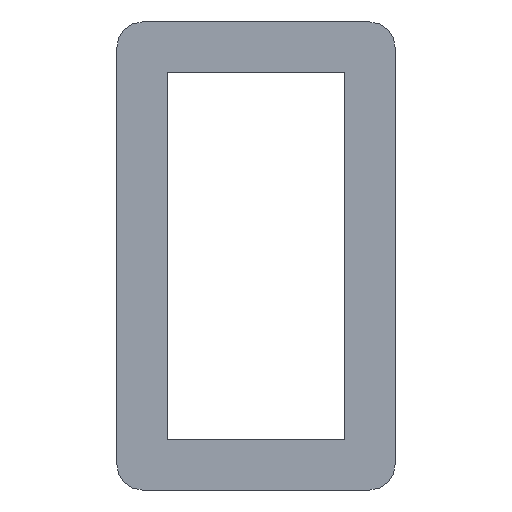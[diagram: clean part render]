
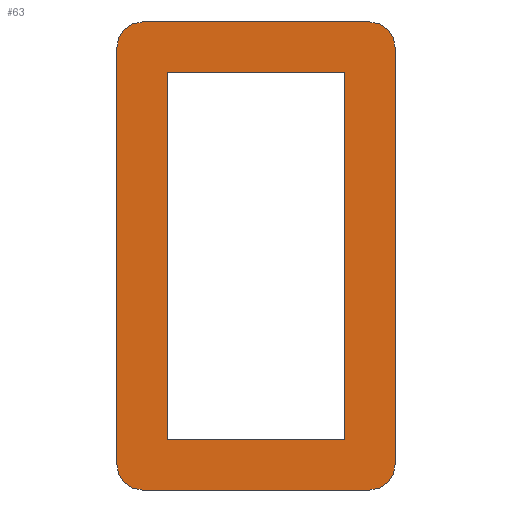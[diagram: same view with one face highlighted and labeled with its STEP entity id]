
A CAD part, left-side view. The second image highlights one B-rep face of the part: STEP entity #63.
In plain terms, the highlighted planar face has unit normal (-1, 0, 0).
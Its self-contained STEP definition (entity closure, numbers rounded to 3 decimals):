
#63=ADVANCED_FACE('',(#121,#122),#123,.F.);
#121=FACE_BOUND('',#173,.T.);
#122=FACE_OUTER_BOUND('',#174,.T.);
#123=PLANE('',#175);
#173=EDGE_LOOP('',(#279,#280,#281,#282));
#174=EDGE_LOOP('',(#283,#284,#285,#286,#287,#288,#289,#290));
#175=AXIS2_PLACEMENT_3D('',#291,#292,#293);
#279=ORIENTED_EDGE('',*,*,#314,.T.);
#280=ORIENTED_EDGE('',*,*,#326,.T.);
#281=ORIENTED_EDGE('',*,*,#322,.T.);
#282=ORIENTED_EDGE('',*,*,#318,.T.);
#283=ORIENTED_EDGE('',*,*,#330,.F.);
#284=ORIENTED_EDGE('',*,*,#335,.F.);
#285=ORIENTED_EDGE('',*,*,#339,.F.);
#286=ORIENTED_EDGE('',*,*,#343,.F.);
#287=ORIENTED_EDGE('',*,*,#347,.F.);
#288=ORIENTED_EDGE('',*,*,#351,.F.);
#289=ORIENTED_EDGE('',*,*,#355,.F.);
#290=ORIENTED_EDGE('',*,*,#358,.F.);
#291=CARTESIAN_POINT('',(0.0,0.,9.25));
#292=DIRECTION('',(1.0,0.0,0.0));
#293=DIRECTION('',(0.0,1.0,0.0));
#314=EDGE_CURVE('',#368,#366,#369,.T.);
#318=EDGE_CURVE('',#374,#368,#375,.T.);
#322=EDGE_CURVE('',#380,#374,#381,.T.);
#326=EDGE_CURVE('',#366,#380,#385,.T.);
#330=EDGE_CURVE('',#390,#392,#393,.T.);
#335=EDGE_CURVE('',#398,#390,#400,.T.);
#339=EDGE_CURVE('',#404,#398,#406,.T.);
#343=EDGE_CURVE('',#410,#404,#412,.T.);
#347=EDGE_CURVE('',#416,#410,#418,.T.);
#351=EDGE_CURVE('',#422,#416,#424,.T.);
#355=EDGE_CURVE('',#428,#422,#430,.T.);
#358=EDGE_CURVE('',#392,#428,#433,.T.);
#366=VERTEX_POINT('',#442);
#368=VERTEX_POINT('',#445);
#369=LINE('',#446,#447);
#374=VERTEX_POINT('',#454);
#375=LINE('',#455,#456);
#380=VERTEX_POINT('',#463);
#381=LINE('',#464,#465);
#385=LINE('',#471,#472);
#390=VERTEX_POINT('',#478);
#392=VERTEX_POINT('',#481);
#393=LINE('',#482,#483);
#398=VERTEX_POINT('',#489);
#400=CIRCLE('',#492,1.0);
#404=VERTEX_POINT('',#497);
#406=LINE('',#500,#501);
#410=VERTEX_POINT('',#505);
#412=CIRCLE('',#508,1.0);
#416=VERTEX_POINT('',#513);
#418=LINE('',#516,#517);
#422=VERTEX_POINT('',#521);
#424=CIRCLE('',#524,1.0);
#428=VERTEX_POINT('',#529);
#430=LINE('',#532,#533);
#433=CIRCLE('',#536,1.0);
#442=CARTESIAN_POINT('',(0.0,3.5,16.5));
#445=CARTESIAN_POINT('',(0.0,3.5,2.0));
#446=CARTESIAN_POINT('',(0.0,3.5,7.438));
#447=VECTOR('',#542,1.0);
#454=CARTESIAN_POINT('',(0.0,-3.5,2.0));
#455=CARTESIAN_POINT('',(0.0,0.0,2.0));
#456=VECTOR('',#545,1.0);
#463=CARTESIAN_POINT('',(0.0,-3.5,16.5));
#464=CARTESIAN_POINT('',(0.0,-3.5,9.25));
#465=VECTOR('',#548,1.0);
#471=CARTESIAN_POINT('',(0.0,0.0,16.5));
#472=VECTOR('',#551,1.0);
#478=CARTESIAN_POINT('',(0.0,5.5,1.0));
#481=CARTESIAN_POINT('',(0.0,5.5,17.5));
#482=CARTESIAN_POINT('',(0.0,5.5,9.25));
#483=VECTOR('',#554,1.0);
#489=CARTESIAN_POINT('',(0.0,4.5,0.0));
#492=AXIS2_PLACEMENT_3D('',#560,#561,#562);
#497=CARTESIAN_POINT('',(0.0,-4.5,0.0));
#500=CARTESIAN_POINT('',(0.0,-4.5,0.0));
#501=VECTOR('',#565,1.0);
#505=CARTESIAN_POINT('',(0.0,-5.5,1.0));
#508=AXIS2_PLACEMENT_3D('',#570,#571,#572);
#513=CARTESIAN_POINT('',(0.0,-5.5,17.5));
#516=CARTESIAN_POINT('',(0.0,-5.5,17.5));
#517=VECTOR('',#575,1.0);
#521=CARTESIAN_POINT('',(0.0,-4.5,18.5));
#524=AXIS2_PLACEMENT_3D('',#580,#581,#582);
#529=CARTESIAN_POINT('',(0.0,4.5,18.5));
#532=CARTESIAN_POINT('',(0.0,4.5,18.5));
#533=VECTOR('',#585,1.0);
#536=AXIS2_PLACEMENT_3D('',#589,#590,#591);
#542=DIRECTION('',(0.0,0.0,1.0));
#545=DIRECTION('',(-0.0,1.0,0.0));
#548=DIRECTION('',(0.0,0.0,-1.0));
#551=DIRECTION('',(0.0,-1.0,0.0));
#554=DIRECTION('',(0.0,0.0,1.0));
#560=CARTESIAN_POINT('',(0.0,4.5,1.0));
#561=DIRECTION('',(1.0,0.0,0.0));
#562=DIRECTION('',(0.0,0.,-1.0));
#565=DIRECTION('',(0.0,1.0,0.0));
#570=CARTESIAN_POINT('',(0.0,-4.5,1.0));
#571=DIRECTION('',(1.0,0.0,0.0));
#572=DIRECTION('',(0.0,-1.0,0.));
#575=DIRECTION('',(0.0,0.0,-1.0));
#580=CARTESIAN_POINT('',(0.0,-4.5,17.5));
#581=DIRECTION('',(1.0,0.0,0.0));
#582=DIRECTION('',(0.0,0.,1.0));
#585=DIRECTION('',(0.0,-1.0,0.0));
#589=CARTESIAN_POINT('',(0.0,4.5,17.5));
#590=DIRECTION('',(1.0,0.0,-0.0));
#591=DIRECTION('',(0.0,1.0,0.));
